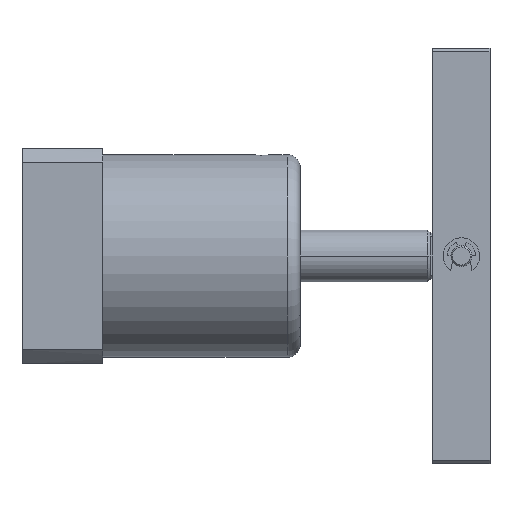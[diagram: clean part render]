
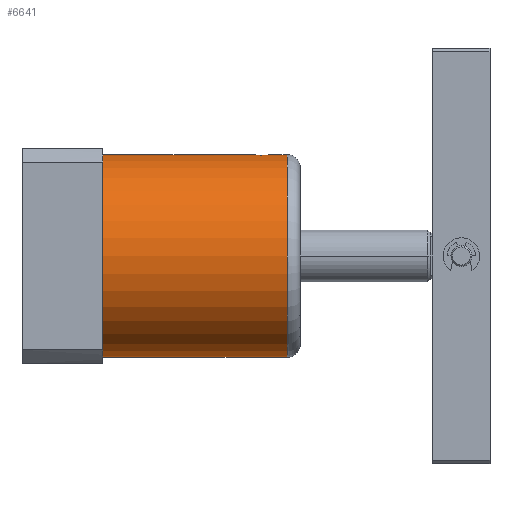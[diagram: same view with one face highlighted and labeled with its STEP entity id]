
A CAD part, front view. The second image highlights one B-rep face of the part: STEP entity #6641.
In plain terms, the highlighted cylindrical face has radius 39 mm (diameter 78 mm), a partial arc.
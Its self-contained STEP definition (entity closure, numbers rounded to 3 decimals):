
#708 = DIRECTION ( 'NONE',  ( 0., 0., -1. ) ) ;
#869 = ORIENTED_EDGE ( 'NONE', *, *, #3444, .F. ) ;
#950 = CARTESIAN_POINT ( 'NONE',  ( 93.35, -4.187, 38.775 ) ) ;
#1793 = CARTESIAN_POINT ( 'NONE',  ( 89.57, -3.187, 38.87 ) ) ;
#1865 = VECTOR ( 'NONE', #14370, 1000. ) ;
#1880 = CARTESIAN_POINT ( 'NONE',  ( 89.978, -3.451, 38.847 ) ) ;
#1963 = CARTESIAN_POINT ( 'NONE',  ( 96.345, -0.381, 39. ) ) ;
#2060 = ORIENTED_EDGE ( 'NONE', *, *, #10599, .T. ) ;
#2063 = CARTESIAN_POINT ( 'NONE',  ( 96.066, -1.474, 38.974 ) ) ;
#2118 = CARTESIAN_POINT ( 'NONE',  ( 92.799, -4.311, 38.761 ) ) ;
#2251 = LINE ( 'NONE', #8521, #13807 ) ;
#2365 = CIRCLE ( 'NONE', #11865, 39. ) ;
#2575 = CARTESIAN_POINT ( 'NONE',  ( 31., 0., 39. ) ) ;
#2770 = VERTEX_POINT ( 'NONE', #2575 ) ;
#2791 = CARTESIAN_POINT ( 'NONE',  ( 88.006, -0.841, 38.993 ) ) ;
#2960 = CARTESIAN_POINT ( 'NONE',  ( 89.035, -2.696, 38.907 ) ) ;
#3220 = CARTESIAN_POINT ( 'NONE',  ( 95.555, -2.488, 38.922 ) ) ;
#3267 = CARTESIAN_POINT ( 'NONE',  ( 92.229, -4.346, 38.757 ) ) ;
#3440 = CARTESIAN_POINT ( 'NONE',  ( 102., 0., 39. ) ) ;
#3444 = EDGE_CURVE ( 'NONE', #7498, #11999, #2251, .T. ) ;
#3617 = CARTESIAN_POINT ( 'NONE',  ( 31., 0., 0. ) ) ;
#3947 = CARTESIAN_POINT ( 'NONE',  ( 88.195, -1.233, 38.981 ) ) ;
#4132 = CARTESIAN_POINT ( 'NONE',  ( 88.597, -2.115, 38.943 ) ) ;
#4393 = CARTESIAN_POINT ( 'NONE',  ( 94.95, -3.209, 38.868 ) ) ;
#4448 = CARTESIAN_POINT ( 'NONE',  ( 91.663, -4.286, 38.764 ) ) ;
#4512 = EDGE_CURVE ( 'NONE', #9235, #7271, #5821, .T. ) ;
#4795 = DIRECTION ( 'NONE',  ( 0., 0., -1. ) ) ;
#5121 = CARTESIAN_POINT ( 'NONE',  ( 87.861, 0., 39. ) ) ;
#5205 = EDGE_CURVE ( 'NONE', #9439, #10706, #14148, .T. ) ;
#5302 = CARTESIAN_POINT ( 'NONE',  ( 88.27, -1.466, 38.973 ) ) ;
#5563 = CARTESIAN_POINT ( 'NONE',  ( 94.52, -3.581, 38.835 ) ) ;
#5607 = CARTESIAN_POINT ( 'NONE',  ( 91.114, -4.133, 38.78 ) ) ;
#5669 = EDGE_CURVE ( 'NONE', #2770, #7271, #12328, .T. ) ;
#5821 = B_SPLINE_CURVE_WITH_KNOTS ( 'NONE', 3,
 ( #3947, #2791, #9702, #5121 ),
 .UNSPECIFIED., .F., .F.,
 ( 4, 4 ),
 ( 0., 1. ),
 .UNSPECIFIED. ) ;
#6019 = CARTESIAN_POINT ( 'NONE',  ( 96.373, 0., 39. ) ) ;
#6034 = B_SPLINE_CURVE_WITH_KNOTS ( 'NONE', 3,
 ( #7559, #14473, #1793, #9873, #2960, #11021, #4132, #12194, #5302, #13353 ),
 .UNSPECIFIED., .F., .F.,
 ( 4, 2, 2, 2, 4 ),
 ( 0., 0.001, 0.001, 0.002, 0.003 ),
 .UNSPECIFIED. ) ;
#6236 = ORIENTED_EDGE ( 'NONE', *, *, #4512, .T. ) ;
#6303 = CARTESIAN_POINT ( 'NONE',  ( 31., 0., -39. ) ) ;
#6610 = DIRECTION ( 'NONE',  ( -1., 0., 0. ) ) ;
#6641 = ADVANCED_FACE ( 'NONE', ( #14502 ), #8356, .T. ) ;
#6711 = ORIENTED_EDGE ( 'NONE', *, *, #8099, .T. ) ;
#6723 = CARTESIAN_POINT ( 'NONE',  ( 94.049, -3.888, 38.806 ) ) ;
#6772 = CARTESIAN_POINT ( 'NONE',  ( 90.267, -3.702, 38.825 ) ) ;
#7138 = ORIENTED_EDGE ( 'NONE', *, *, #9353, .T. ) ;
#7271 = VERTEX_POINT ( 'NONE', #12558 ) ;
#7498 = VERTEX_POINT ( 'NONE', #6019 ) ;
#7509 = CARTESIAN_POINT ( 'NONE',  ( 88.195, -1.233, 38.981 ) ) ;
#7559 = CARTESIAN_POINT ( 'NONE',  ( 89.978, -3.451, 38.847 ) ) ;
#7626 = CARTESIAN_POINT ( 'NONE',  ( 31., 0., 0. ) ) ;
#7763 = CARTESIAN_POINT ( 'NONE',  ( 31., 0., -39. ) ) ;
#7879 = CARTESIAN_POINT ( 'NONE',  ( 93.531, -4.126, 38.781 ) ) ;
#8099 = EDGE_CURVE ( 'NONE', #2770, #9439, #12494, .T. ) ;
#8152 = B_SPLINE_CURVE_WITH_KNOTS ( 'NONE', 3,
 ( #10084, #1963, #8992, #2063, #10131, #3220, #11287, #4393, #12456, #5563, #13620, #6723, #14793, #7879, #950, #9034, #2118, #10183, #3267, #11336, #4448, #12502, #5607, #13673, #6772, #14840 ),
 .UNSPECIFIED., .F., .F.,
 ( 4, 2, 2, 2, 2, 2, 2, 2, 2, 2, 2, 2, 4 ),
 ( 0., 0.001, 0.002, 0.003, 0.004, 0.005, 0.005, 0.006, 0.006, 0.007, 0.007, 0.008, 0.009 ),
 .UNSPECIFIED. ) ;
#8301 = AXIS2_PLACEMENT_3D ( 'NONE', #3617, #11679, #4795 ) ;
#8356 = CYLINDRICAL_SURFACE ( 'NONE', #9637, 39. ) ;
#8454 = CARTESIAN_POINT ( 'NONE',  ( 31., 0., 39. ) ) ;
#8521 = CARTESIAN_POINT ( 'NONE',  ( 31., 0., 39. ) ) ;
#8992 = CARTESIAN_POINT ( 'NONE',  ( 96.278, -0.751, 38.994 ) ) ;
#9034 = CARTESIAN_POINT ( 'NONE',  ( 92.985, -4.279, 38.765 ) ) ;
#9235 = VERTEX_POINT ( 'NONE', #7509 ) ;
#9273 = VECTOR ( 'NONE', #11920, 1000. ) ;
#9353 = EDGE_CURVE ( 'NONE', #10706, #11999, #2365, .T. ) ;
#9439 = VERTEX_POINT ( 'NONE', #7763 ) ;
#9637 = AXIS2_PLACEMENT_3D ( 'NONE', #7626, #14492, #708 ) ;
#9702 = CARTESIAN_POINT ( 'NONE',  ( 87.894, -0.43, 39. ) ) ;
#9873 = CARTESIAN_POINT ( 'NONE',  ( 89.205, -2.872, 38.894 ) ) ;
#9987 = VERTEX_POINT ( 'NONE', #1880 ) ;
#10084 = CARTESIAN_POINT ( 'NONE',  ( 96.373, 0., 39. ) ) ;
#10131 = CARTESIAN_POINT ( 'NONE',  ( 95.92, -1.83, 38.958 ) ) ;
#10183 = CARTESIAN_POINT ( 'NONE',  ( 92.422, -4.345, 38.757 ) ) ;
#10599 = EDGE_CURVE ( 'NONE', #7498, #9987, #8152, .T. ) ;
#10706 = VERTEX_POINT ( 'NONE', #11489 ) ;
#10727 = ORIENTED_EDGE ( 'NONE', *, *, #5669, .F. ) ;
#10932 = EDGE_CURVE ( 'NONE', #9987, #9235, #6034, .T. ) ;
#11021 = CARTESIAN_POINT ( 'NONE',  ( 88.73, -2.317, 38.932 ) ) ;
#11287 = CARTESIAN_POINT ( 'NONE',  ( 95.337, -2.793, 38.901 ) ) ;
#11336 = CARTESIAN_POINT ( 'NONE',  ( 91.85, -4.317, 38.76 ) ) ;
#11465 = EDGE_LOOP ( 'NONE', ( #10727, #6711, #14697, #7138, #869, #2060, #12374, #6236 ) ) ;
#11489 = CARTESIAN_POINT ( 'NONE',  ( 102., 0., -39. ) ) ;
#11679 = DIRECTION ( 'NONE',  ( 1., 0., 0. ) ) ;
#11865 = AXIS2_PLACEMENT_3D ( 'NONE', #13510, #6610, #14676 ) ;
#11920 = DIRECTION ( 'NONE',  ( 1., 0., 0. ) ) ;
#11999 = VERTEX_POINT ( 'NONE', #3440 ) ;
#12194 = CARTESIAN_POINT ( 'NONE',  ( 88.367, -1.691, 38.964 ) ) ;
#12328 = LINE ( 'NONE', #8454, #9273 ) ;
#12374 = ORIENTED_EDGE ( 'NONE', *, *, #10932, .T. ) ;
#12456 = CARTESIAN_POINT ( 'NONE',  ( 94.81, -3.341, 38.857 ) ) ;
#12494 = CIRCLE ( 'NONE', #8301, 39. ) ;
#12502 = CARTESIAN_POINT ( 'NONE',  ( 91.296, -4.195, 38.774 ) ) ;
#12558 = CARTESIAN_POINT ( 'NONE',  ( 87.861, 0., 39. ) ) ;
#13353 = CARTESIAN_POINT ( 'NONE',  ( 88.195, -1.233, 38.981 ) ) ;
#13510 = CARTESIAN_POINT ( 'NONE',  ( 102., 0., 0. ) ) ;
#13620 = CARTESIAN_POINT ( 'NONE',  ( 94.368, -3.691, 38.825 ) ) ;
#13673 = CARTESIAN_POINT ( 'NONE',  ( 90.59, -3.907, 38.804 ) ) ;
#13807 = VECTOR ( 'NONE', #14477, 1000. ) ;
#14148 = LINE ( 'NONE', #6303, #1865 ) ;
#14370 = DIRECTION ( 'NONE',  ( 1., 0., 0. ) ) ;
#14473 = CARTESIAN_POINT ( 'NONE',  ( 89.767, -3.328, 38.858 ) ) ;
#14477 = DIRECTION ( 'NONE',  ( 1., 0., 0. ) ) ;
#14492 = DIRECTION ( 'NONE',  ( 1., 0., 0. ) ) ;
#14502 = FACE_OUTER_BOUND ( 'NONE', #11465, .T. ) ;
#14676 = DIRECTION ( 'NONE',  ( 0., 0., -1. ) ) ;
#14697 = ORIENTED_EDGE ( 'NONE', *, *, #5205, .T. ) ;
#14793 = CARTESIAN_POINT ( 'NONE',  ( 93.882, -3.976, 38.797 ) ) ;
#14840 = CARTESIAN_POINT ( 'NONE',  ( 89.978, -3.451, 38.847 ) ) ;
